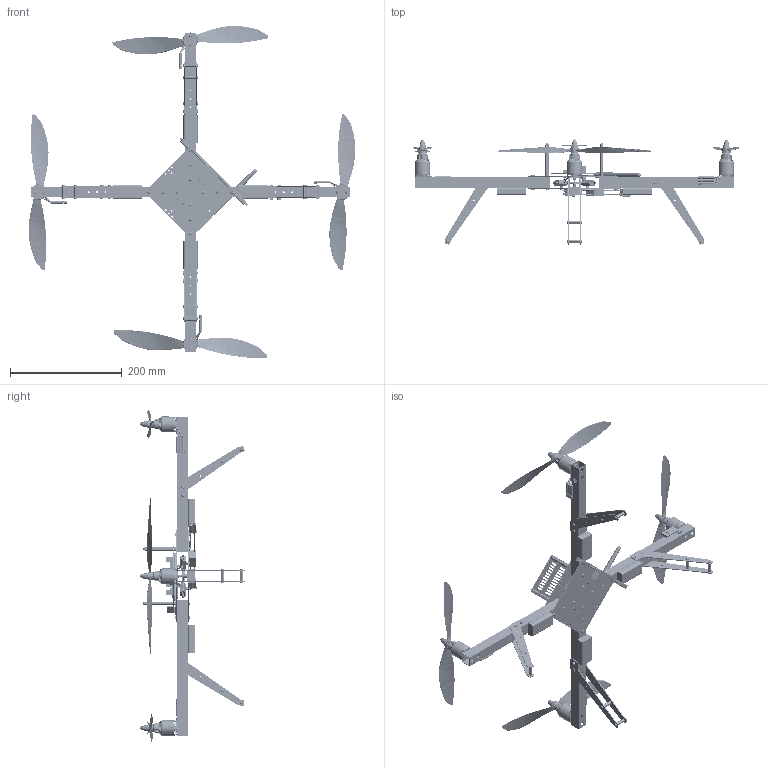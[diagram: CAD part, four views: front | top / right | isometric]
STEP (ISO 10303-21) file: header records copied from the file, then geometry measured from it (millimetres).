
FILE_DESCRIPTION((''),'2;1');
FILE_NAME('Arducopter_OEM_Assy.stp','2013-07-20T20:13:05',('davidgitz'),(''),'Autodesk Inventor 2013','Autodesk Inventor 2013','');
FILE_SCHEMA(('AUTOMOTIVE_DESIGN { 1 0 10303 214 1 1 1 1 }'));
Length unit declared in the file: inch
Products named in the file (87): Arducopter_OEM_Assy; Front_Arm_Assy; Arm-Blue(ACP-AC-0032); Leg(ACP-ASY-0005); M3x18mmSpacer; Motor880KvAC2836-358(ACP-AC-0020)_Assy; Motor; PropMount; PropNut; PropSpacer; Female; Male; 11x4; M3x5mmSS316Screw; M3LockWasher; M3x25mmSS316Screw; M3MetalNut; Left_Arm_Assy; Right_Arm_Assy; Arm-Black(ACP-AC-0031); Back_Arm_Assy; BottomPlate(ACP-ASY-0005); TopPlate(ACP-ASY-0005); M3x30mmSS316Screw; M3x08mmSpacer; M3x5mmPlasticScrew; M3RubberWasher; APMCarrierPlate(ACP-ASY-005); M3x30mmSpacer; Stack-Up(ACP-ASY-0005); ESC-20A; Power_Distribution_Board; Power_Distribution_Board_Outline; Deans-Female; Header_Angle_Male_X3; Pin_X3; Plastic; PWM_Connector_Female; Deans-Male; 3DR_Radio_Assy ...
Assembly tree (336 placements, depth 5):
  Arducopter_OEM_Assy
    Front_Arm_Assy
      Arm-Blue(ACP-AC-0032)
      Leg(ACP-ASY-0005)  x2
      M3x18mmSpacer  x2
      Motor880KvAC2836-358(ACP-AC-0020)_Assy
        Motor
        PropMount
        PropNut
        PropSpacer
        Female  x3
        Male  x3
        Motor880KvAC2836-358(ACP-AC-0020)_Assy
          Motor880KvAC2836-358(ACP-AC-0020)_Assy
      11x4
      M3x5mmSS316Screw  x6
      M3LockWasher  x2
      M3x25mmSS316Screw  x2
      M3MetalNut  x2
    Left_Arm_Assy
      Arm-Blue(ACP-AC-0032)
      Leg(ACP-ASY-0005)  x2
      M3x18mmSpacer  x2
      Motor880KvAC2836-358(ACP-AC-0020)_Assy
        Motor
        PropMount
        PropNut
        PropSpacer
        Female  x3
        Male  x3
        Motor880KvAC2836-358(ACP-AC-0020)_Assy
          Motor880KvAC2836-358(ACP-AC-0020)_Assy
      11x4
      M3x5mmSS316Screw  x6
      M3LockWasher  x2
      M3x25mmSS316Screw  x2
      M3MetalNut  x2
    Right_Arm_Assy
      Arm-Black(ACP-AC-0031)
      Leg(ACP-ASY-0005)  x2
      M3x18mmSpacer  x2
      Motor880KvAC2836-358(ACP-AC-0020)_Assy
        Motor
        PropMount
        PropNut
        PropSpacer
        Female  x3
        Male  x3
        Motor880KvAC2836-358(ACP-AC-0020)_Assy
          Motor880KvAC2836-358(ACP-AC-0020)_Assy
      11x4
      M3x5mmSS316Screw  x6
      M3LockWasher  x2
      M3x25mmSS316Screw  x2
      M3MetalNut  x2
    Back_Arm_Assy
      Arm-Black(ACP-AC-0031)
      Leg(ACP-ASY-0005)  x2
      M3x18mmSpacer  x2
      Motor880KvAC2836-358(ACP-AC-0020)_Assy
Bounding box: 583.53 x 187.73 x 592.96 mm (x, y, z)
Volume: 374533.1 mm3; surface area: 450242.1 mm2
Topology: 374 solids, 390 shells, 7314 faces, 17505 edges, 10851 vertices
Faces by surface type: plane 3942, cylinder 2342, torus 408, bspline 336, sphere 217, cone 65, revolution 4
Full cylindrical faces by diameter (mm): 0.381 x182, 0.61 x2, 0.762 x2, 0.889 x14, 0.991 x2, 1.016 x142, 2.032 x20, 2.286 x32, 2.54 x24, 2.794 x62, 3.175 x186, 3.183 x1, 3.2 x10, 3.302 x3, 3.556 x24, 3.962 x4, 3.988 x12, 4.826 x28, 4.953 x4, 5.114 x12, 5.334 x12, 5.588 x48, 5.715 x8, 5.842 x4, 6.096 x5, 6.3 x2, 6.35 x12, 7.874 x1, 8 x2, 8.89 x4
Entity records: 73660 total; most frequent: CARTESIAN_POINT 23336, DIRECTION 10101, ORIENTED_EDGE 8194, EDGE_CURVE 4104, AXIS2_PLACEMENT_3D 3963, EDGE_LOOP 3460, VERTEX_POINT 2962, VECTOR 2174
